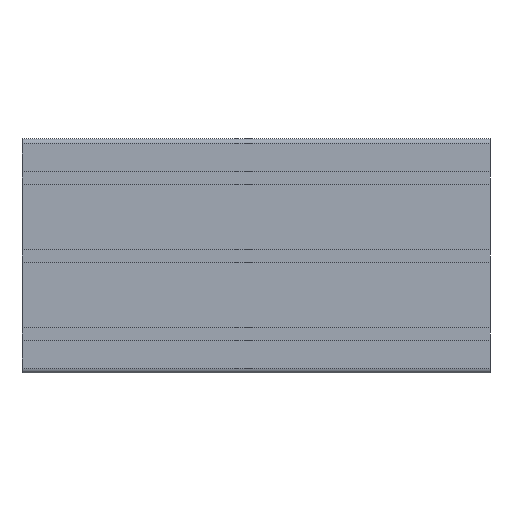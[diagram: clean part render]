
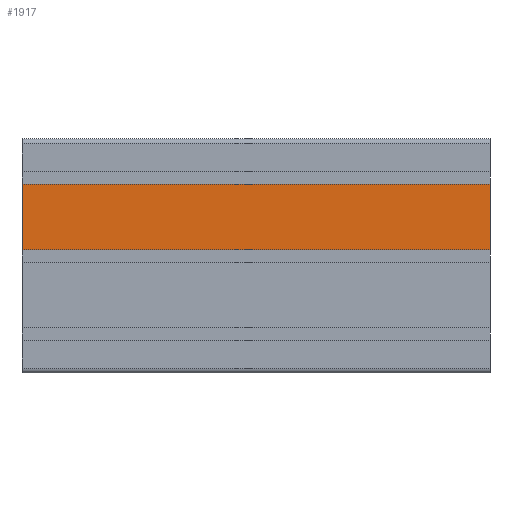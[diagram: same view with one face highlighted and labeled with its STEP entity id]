
A CAD part, left-side view. The second image highlights one B-rep face of the part: STEP entity #1917.
In plain terms, the highlighted face is planar.
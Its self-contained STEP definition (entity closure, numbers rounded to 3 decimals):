
#203 = LINE ( 'NONE', #207, #3546 ) ;
#204 = DIRECTION ( 'NONE',  ( 0., 0., 1. ) ) ;
#207 = CARTESIAN_POINT ( 'NONE',  ( 15., 4.1, -300. ) ) ;
#224 = CARTESIAN_POINT ( 'NONE',  ( 15., 4.1, -300. ) ) ;
#230 = LINE ( 'NONE', #224, #3582 ) ;
#241 = DIRECTION ( 'NONE',  ( 0., 1., 0. ) ) ;
#246 = LINE ( 'NONE', #252, #3589 ) ;
#252 = CARTESIAN_POINT ( 'NONE',  ( 15., 4.1, 0. ) ) ;
#253 = DIRECTION ( 'NONE',  ( 0., 1., 0. ) ) ;
#353 = CARTESIAN_POINT ( 'NONE',  ( 15., 45.9, 0. ) ) ;
#355 = CARTESIAN_POINT ( 'NONE',  ( 15., 4.1, 0. ) ) ;
#364 = CARTESIAN_POINT ( 'NONE',  ( 15., 4.1, -300. ) ) ;
#372 = CARTESIAN_POINT ( 'NONE',  ( 15., 45.9, -300. ) ) ;
#1608 = EDGE_CURVE ( 'NONE', #2185, #2193, #203, .T. ) ;
#1618 = EDGE_CURVE ( 'NONE', #2185, #2203, #230, .T. ) ;
#1622 = EDGE_CURVE ( 'NONE', #2193, #2171, #246, .T. ) ;
#1647 = EDGE_CURVE ( 'NONE', #2203, #2171, #2329, .T. ) ;
#1917 = ADVANCED_FACE ( 'PLANAR_21', ( #3945 ), #3935, .T. ) ;
#2171 = VERTEX_POINT ( 'NONE', #353 ) ;
#2185 = VERTEX_POINT ( 'NONE', #364 ) ;
#2193 = VERTEX_POINT ( 'NONE', #355 ) ;
#2203 = VERTEX_POINT ( 'NONE', #372 ) ;
#2329 = LINE ( 'NONE', #2344, #3554 ) ;
#2342 = DIRECTION ( 'NONE',  ( 0., 0., 1. ) ) ;
#2344 = CARTESIAN_POINT ( 'NONE',  ( 15., 45.9, -300. ) ) ;
#2662 = EDGE_LOOP ( 'NONE', ( #2776, #2772, #2791, #2797 ) ) ;
#2772 = ORIENTED_EDGE ( 'NONE', *, *, #1608, .F. ) ;
#2776 = ORIENTED_EDGE ( 'NONE', *, *, #1622, .F. ) ;
#2791 = ORIENTED_EDGE ( 'NONE', *, *, #1618, .T. ) ;
#2797 = ORIENTED_EDGE ( 'NONE', *, *, #1647, .T. ) ;
#3321 = AXIS2_PLACEMENT_3D ( 'NONE', #3948, #3952, #3831 ) ;
#3546 = VECTOR ( 'NONE', #204, 1000. ) ;
#3554 = VECTOR ( 'NONE', #2342, 1000. ) ;
#3582 = VECTOR ( 'NONE', #241, 1000. ) ;
#3589 = VECTOR ( 'NONE', #253, 1000. ) ;
#3831 = DIRECTION ( 'NONE',  ( 0., 0., -1. ) ) ;
#3935 = PLANE ( 'NONE',  #3321 ) ;
#3945 = FACE_OUTER_BOUND ( 'NONE', #2662, .T. ) ;
#3948 = CARTESIAN_POINT ( 'NONE',  ( 15., 4.1, -300. ) ) ;
#3952 = DIRECTION ( 'NONE',  ( 1., 0., 0. ) ) ;
